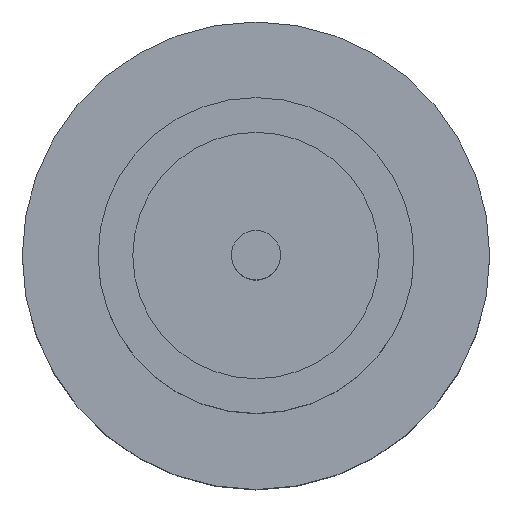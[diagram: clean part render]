
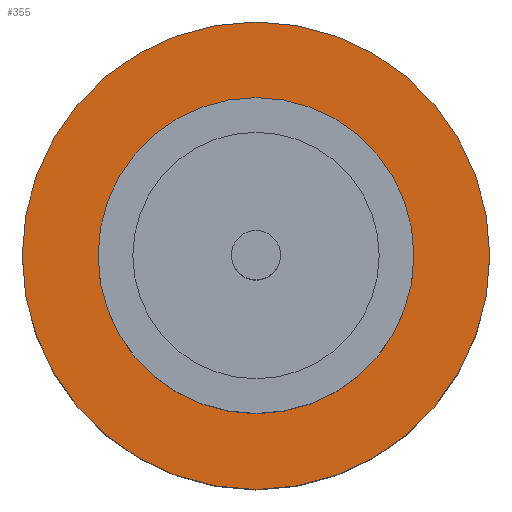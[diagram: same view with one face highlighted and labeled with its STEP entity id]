
A CAD part, top view. The second image highlights one B-rep face of the part: STEP entity #355.
In plain terms, the highlighted planar face has unit normal (0, 0, 1).
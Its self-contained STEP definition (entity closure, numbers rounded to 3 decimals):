
#2 = DIRECTION ( 'NONE',  ( 0., 0., 1. ) ) ;
#43 = EDGE_CURVE ( 'NONE', #525, #801, #177, .T. ) ;
#47 = FACE_BOUND ( 'NONE', #75, .T. ) ;
#56 = CIRCLE ( 'NONE', #159, 1.25 ) ;
#75 = EDGE_LOOP ( 'NONE', ( #189, #703 ) ) ;
#120 = CARTESIAN_POINT ( 'NONE',  ( 1.85, 0., 1.55 ) ) ;
#121 = AXIS2_PLACEMENT_3D ( 'NONE', #849, #2, #327 ) ;
#122 = DIRECTION ( 'NONE',  ( 0., 0., 1. ) ) ;
#159 = AXIS2_PLACEMENT_3D ( 'NONE', #607, #423, #808 ) ;
#177 = CIRCLE ( 'NONE', #329, 1.85 ) ;
#189 = ORIENTED_EDGE ( 'NONE', *, *, #493, .F. ) ;
#191 = CARTESIAN_POINT ( 'NONE',  ( -1.25, 0., 1.55 ) ) ;
#204 = DIRECTION ( 'NONE',  ( 0., 0., 1. ) ) ;
#279 = DIRECTION ( 'NONE',  ( 0., 0., 1. ) ) ;
#294 = AXIS2_PLACEMENT_3D ( 'NONE', #787, #122, #648 ) ;
#301 = VERTEX_POINT ( 'NONE', #191 ) ;
#327 = DIRECTION ( 'NONE',  ( 1., 0., 0. ) ) ;
#329 = AXIS2_PLACEMENT_3D ( 'NONE', #354, #204, #732 ) ;
#331 = CIRCLE ( 'NONE', #294, 1.85 ) ;
#343 = DIRECTION ( 'NONE',  ( 1., 0., 0. ) ) ;
#354 = CARTESIAN_POINT ( 'NONE',  ( 0., 0., 1.55 ) ) ;
#355 = ADVANCED_FACE ( 'NONE', ( #47, #597 ), #722, .T. ) ;
#379 = CIRCLE ( 'NONE', #494, 1.25 ) ;
#423 = DIRECTION ( 'NONE',  ( 0., 0., 1. ) ) ;
#424 = EDGE_LOOP ( 'NONE', ( #815, #453 ) ) ;
#453 = ORIENTED_EDGE ( 'NONE', *, *, #789, .T. ) ;
#471 = VERTEX_POINT ( 'NONE', #477 ) ;
#477 = CARTESIAN_POINT ( 'NONE',  ( 1.25, 0., 1.55 ) ) ;
#493 = EDGE_CURVE ( 'NONE', #471, #301, #379, .T. ) ;
#494 = AXIS2_PLACEMENT_3D ( 'NONE', #742, #279, #343 ) ;
#525 = VERTEX_POINT ( 'NONE', #534 ) ;
#534 = CARTESIAN_POINT ( 'NONE',  ( -1.85, 0., 1.55 ) ) ;
#556 = EDGE_CURVE ( 'NONE', #301, #471, #56, .T. ) ;
#597 = FACE_OUTER_BOUND ( 'NONE', #424, .T. ) ;
#607 = CARTESIAN_POINT ( 'NONE',  ( 0., 0., 1.55 ) ) ;
#648 = DIRECTION ( 'NONE',  ( 1., 0., 0. ) ) ;
#703 = ORIENTED_EDGE ( 'NONE', *, *, #556, .F. ) ;
#722 = PLANE ( 'NONE',  #121 ) ;
#732 = DIRECTION ( 'NONE',  ( 1., 0., 0. ) ) ;
#742 = CARTESIAN_POINT ( 'NONE',  ( 0., 0., 1.55 ) ) ;
#787 = CARTESIAN_POINT ( 'NONE',  ( 0., 0., 1.55 ) ) ;
#789 = EDGE_CURVE ( 'NONE', #801, #525, #331, .T. ) ;
#801 = VERTEX_POINT ( 'NONE', #120 ) ;
#808 = DIRECTION ( 'NONE',  ( 1., 0., 0. ) ) ;
#815 = ORIENTED_EDGE ( 'NONE', *, *, #43, .T. ) ;
#849 = CARTESIAN_POINT ( 'NONE',  ( 0., 0., 1.55 ) ) ;
